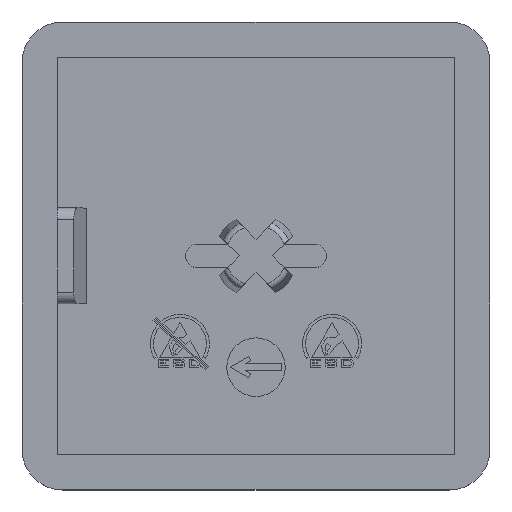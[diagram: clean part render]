
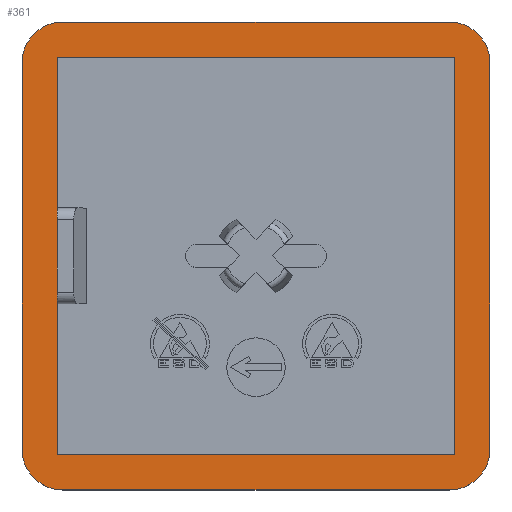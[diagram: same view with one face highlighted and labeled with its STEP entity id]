
A CAD part, top view. The second image highlights one B-rep face of the part: STEP entity #361.
In plain terms, the highlighted planar face has unit normal (0, 0, 1).
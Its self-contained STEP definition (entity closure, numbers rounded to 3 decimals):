
#361=ADVANCED_FACE('NONE',(#995,#996),#997,.T.);
#995=FACE_OUTER_BOUND('',#1895,.T.);
#996=FACE_BOUND('',#1896,.T.);
#997=PLANE('',#1897);
#1895=EDGE_LOOP('',(#3120,#3121,#3122,#3123,#3124,#3125,#3126,#3127));
#1896=EDGE_LOOP('',(#3128,#3129,#3130,#3131,#3132,#3133));
#1897=AXIS2_PLACEMENT_3D('',#3134,#3135,#3136);
#3120=ORIENTED_EDGE('',*,*,#5802,.T.);
#3121=ORIENTED_EDGE('',*,*,#5814,.T.);
#3122=ORIENTED_EDGE('',*,*,#5807,.T.);
#3123=ORIENTED_EDGE('',*,*,#5815,.T.);
#3124=ORIENTED_EDGE('',*,*,#5812,.T.);
#3125=ORIENTED_EDGE('',*,*,#5816,.T.);
#3126=ORIENTED_EDGE('',*,*,#5797,.T.);
#3127=ORIENTED_EDGE('',*,*,#5817,.T.);
#3128=ORIENTED_EDGE('',*,*,#5792,.F.);
#3129=ORIENTED_EDGE('',*,*,#5818,.F.);
#3130=ORIENTED_EDGE('',*,*,#5819,.F.);
#3131=ORIENTED_EDGE('',*,*,#5820,.F.);
#3132=ORIENTED_EDGE('',*,*,#5787,.F.);
#3133=ORIENTED_EDGE('',*,*,#5821,.F.);
#3134=CARTESIAN_POINT('',(20.0,-20.0,4.0));
#3135=DIRECTION('',(-0.0,0.0,1.0));
#3136=DIRECTION('',(1.0,0.0,0.0));
#5787=EDGE_CURVE('NONE',#7122,#7124,#7125,.T.);
#5792=EDGE_CURVE('NONE',#7130,#7128,#7132,.T.);
#5797=EDGE_CURVE('NONE',#7134,#7139,#7141,.T.);
#5802=EDGE_CURVE('NONE',#7143,#7148,#7150,.T.);
#5807=EDGE_CURVE('NONE',#7152,#7157,#7159,.T.);
#5812=EDGE_CURVE('NONE',#7161,#7166,#7168,.T.);
#5814=EDGE_CURVE('NONE',#7148,#7152,#7170,.T.);
#5815=EDGE_CURVE('NONE',#7157,#7161,#7171,.T.);
#5816=EDGE_CURVE('NONE',#7166,#7134,#7172,.T.);
#5817=EDGE_CURVE('NONE',#7139,#7143,#7173,.T.);
#5818=EDGE_CURVE('NONE',#7174,#7130,#7175,.T.);
#5819=EDGE_CURVE('NONE',#7176,#7174,#7177,.T.);
#5820=EDGE_CURVE('NONE',#7124,#7176,#7178,.T.);
#5821=EDGE_CURVE('NONE',#7128,#7122,#7179,.T.);
#7122=VERTEX_POINT('NONE',#9010);
#7124=VERTEX_POINT('NONE',#9013);
#7125=LINE('',#9014,#9015);
#7128=VERTEX_POINT('NONE',#9019);
#7130=VERTEX_POINT('NONE',#9022);
#7132=LINE('',#9025,#9026);
#7134=VERTEX_POINT('NONE',#9028);
#7139=VERTEX_POINT('NONE',#9035);
#7141=LINE('',#9038,#9039);
#7143=VERTEX_POINT('NONE',#9041);
#7148=VERTEX_POINT('NONE',#9048);
#7150=LINE('',#9051,#9052);
#7152=VERTEX_POINT('NONE',#9054);
#7157=VERTEX_POINT('NONE',#9061);
#7159=LINE('',#9064,#9065);
#7161=VERTEX_POINT('NONE',#9067);
#7166=VERTEX_POINT('NONE',#9074);
#7168=LINE('',#9077,#9078);
#7170=CIRCLE('',#9080,3.5);
#7171=CIRCLE('',#9081,3.5);
#7172=CIRCLE('',#9082,3.5);
#7173=CIRCLE('',#9083,3.5);
#7174=VERTEX_POINT('NONE',#9084);
#7175=LINE('',#9085,#9086);
#7176=VERTEX_POINT('NONE',#9087);
#7177=LINE('',#9088,#9089);
#7178=LINE('',#9090,#9091);
#7179=LINE('',#9092,#9093);
#9010=CARTESIAN_POINT('',(-17.0,-4.1,4.0));
#9013=CARTESIAN_POINT('',(-17.0,-17.0,4.0));
#9014=CARTESIAN_POINT('',(-17.0,17.0,4.0));
#9015=VECTOR('',#11035,1000.0);
#9019=CARTESIAN_POINT('',(-17.0,4.1,4.0));
#9022=CARTESIAN_POINT('',(-17.0,17.0,4.0));
#9025=CARTESIAN_POINT('',(-17.0,17.0,4.0));
#9026=VECTOR('',#11039,1000.0);
#9028=CARTESIAN_POINT('',(20.0,-16.5,4.0));
#9035=CARTESIAN_POINT('',(20.0,16.5,4.0));
#9038=CARTESIAN_POINT('',(20.0,20.0,4.0));
#9039=VECTOR('',#11043,1000.0);
#9041=CARTESIAN_POINT('',(16.5,20.0,4.0));
#9048=CARTESIAN_POINT('',(-16.5,20.0,4.0));
#9051=CARTESIAN_POINT('',(-20.0,20.0,4.0));
#9052=VECTOR('',#11047,1000.0);
#9054=CARTESIAN_POINT('',(-20.0,16.5,4.0));
#9061=CARTESIAN_POINT('',(-20.0,-16.5,4.0));
#9064=CARTESIAN_POINT('',(-20.0,20.0,4.0));
#9065=VECTOR('',#11051,1000.0);
#9067=CARTESIAN_POINT('',(-16.5,-20.0,4.0));
#9074=CARTESIAN_POINT('',(16.5,-20.0,4.0));
#9077=CARTESIAN_POINT('',(-20.0,-20.0,4.0));
#9078=VECTOR('',#11055,1000.0);
#9080=AXIS2_PLACEMENT_3D('',#11056,#11057,#11058);
#9081=AXIS2_PLACEMENT_3D('',#11059,#11060,#11061);
#9082=AXIS2_PLACEMENT_3D('',#11062,#11063,#11064);
#9083=AXIS2_PLACEMENT_3D('',#11065,#11066,#11067);
#9084=CARTESIAN_POINT('',(17.0,17.0,4.0));
#9085=CARTESIAN_POINT('',(-17.0,17.0,4.0));
#9086=VECTOR('',#11068,1000.0);
#9087=CARTESIAN_POINT('',(17.0,-17.0,4.0));
#9088=CARTESIAN_POINT('',(17.0,17.0,4.0));
#9089=VECTOR('',#11069,1000.0);
#9090=CARTESIAN_POINT('',(-17.0,-17.0,4.0));
#9091=VECTOR('',#11070,1000.0);
#9092=CARTESIAN_POINT('',(-17.0,17.0,4.0));
#9093=VECTOR('',#11071,1000.0);
#11035=DIRECTION('',(0.,-1.0,0.0));
#11039=DIRECTION('',(0.,-1.0,0.0));
#11043=DIRECTION('',(0.,1.0,-0.0));
#11047=DIRECTION('',(-1.0,-0.0,-0.0));
#11051=DIRECTION('',(0.,-1.0,0.0));
#11055=DIRECTION('',(1.0,0.0,0.0));
#11056=CARTESIAN_POINT('',(-16.5,16.5,4.0));
#11057=DIRECTION('',(-0.0,0.0,1.0));
#11058=DIRECTION('',(1.0,0.0,0.0));
#11059=CARTESIAN_POINT('',(-16.5,-16.5,4.0));
#11060=DIRECTION('',(-0.0,0.0,1.0));
#11061=DIRECTION('',(1.0,0.0,0.0));
#11062=CARTESIAN_POINT('',(16.5,-16.5,4.0));
#11063=DIRECTION('',(-0.0,0.0,1.0));
#11064=DIRECTION('',(1.0,0.0,0.0));
#11065=CARTESIAN_POINT('',(16.5,16.5,4.0));
#11066=DIRECTION('',(-0.0,0.0,1.0));
#11067=DIRECTION('',(1.0,0.0,0.0));
#11068=DIRECTION('',(-1.0,-0.0,-0.0));
#11069=DIRECTION('',(0.,1.0,-0.0));
#11070=DIRECTION('',(1.0,0.0,0.0));
#11071=DIRECTION('',(0.,-1.0,0.0));
